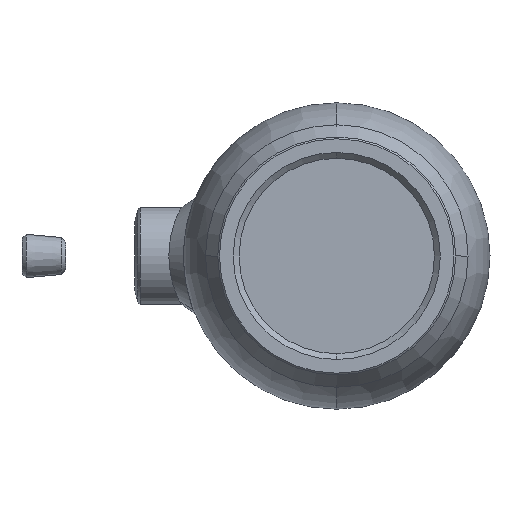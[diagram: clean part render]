
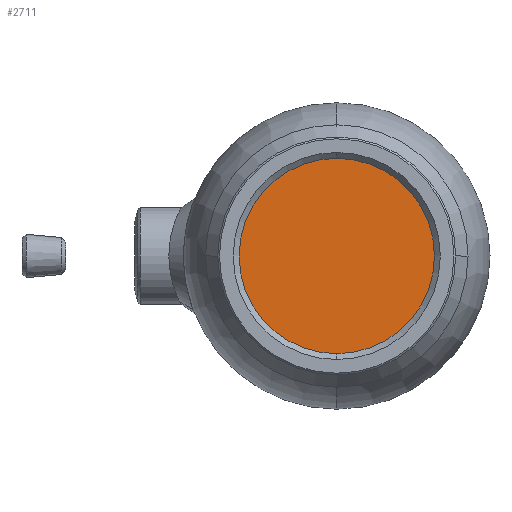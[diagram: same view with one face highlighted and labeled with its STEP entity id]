
A CAD part, left-side view. The second image highlights one B-rep face of the part: STEP entity #2711.
In plain terms, the highlighted planar face has unit normal (-1, 0, 0).
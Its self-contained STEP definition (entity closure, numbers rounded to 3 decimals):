
#1320 = CARTESIAN_POINT ( 'NONE',  ( -52., 0., -33.022 ) ) ;
#1321 = DIRECTION ( 'NONE',  ( 0., 0., 1. ) ) ;
#1322 = DIRECTION ( 'NONE',  ( -1., 0., 0. ) ) ;
#1323 = CARTESIAN_POINT ( 'NONE',  ( -52., 0., 0. ) ) ;
#1324 = AXIS2_PLACEMENT_3D ( 'NONE', #1323, #1322, #1321 ) ;
#1325 = PLANE ( 'NONE',  #1324 ) ;
#1462 = FACE_OUTER_BOUND ( 'NONE', #2812, .T. ) ;
#1480 = DIRECTION ( 'NONE',  ( 0., 0., -1. ) ) ;
#1481 = DIRECTION ( 'NONE',  ( 1., 0., 0. ) ) ;
#1482 = CARTESIAN_POINT ( 'NONE',  ( -52., 0., 0. ) ) ;
#1483 = AXIS2_PLACEMENT_3D ( 'NONE', #1482, #1481, #1480 ) ;
#1484 = CIRCLE ( 'NONE', #1483, 33.022 ) ;
#1588 = DIRECTION ( 'NONE',  ( 0., 0., -1. ) ) ;
#1589 = DIRECTION ( 'NONE',  ( 1., 0., 0. ) ) ;
#1590 = CARTESIAN_POINT ( 'NONE',  ( -52., 0., 0. ) ) ;
#1591 = AXIS2_PLACEMENT_3D ( 'NONE', #1590, #1589, #1588 ) ;
#1592 = CIRCLE ( 'NONE', #1591, 33.022 ) ;
#1618 = CARTESIAN_POINT ( 'NONE',  ( -52., 0., 33.022 ) ) ;
#2711 = ADVANCED_FACE ( 'NONE', ( #1462 ), #1325, .T. ) ;
#2712 = VERTEX_POINT ( 'NONE', #1320 ) ;
#2811 = EDGE_CURVE ( 'NONE', #2712, #2856, #1484, .T. ) ;
#2812 = EDGE_LOOP ( 'NONE', ( #2854, #2857 ) ) ;
#2854 = ORIENTED_EDGE ( 'NONE', *, *, #2811, .F. ) ;
#2856 = VERTEX_POINT ( 'NONE', #1618 ) ;
#2857 = ORIENTED_EDGE ( 'NONE', *, *, #2870, .F. ) ;
#2870 = EDGE_CURVE ( 'NONE', #2856, #2712, #1592, .T. ) ;
